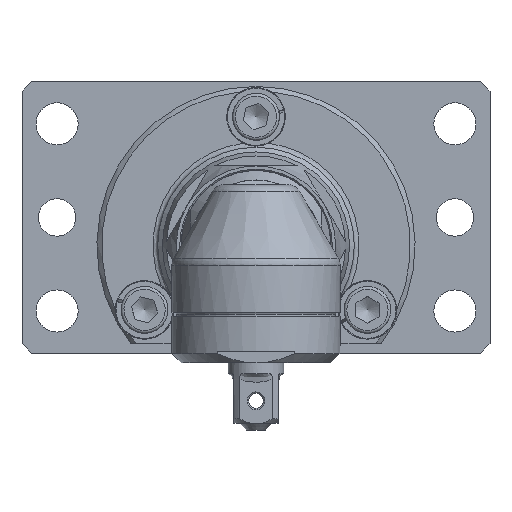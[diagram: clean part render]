
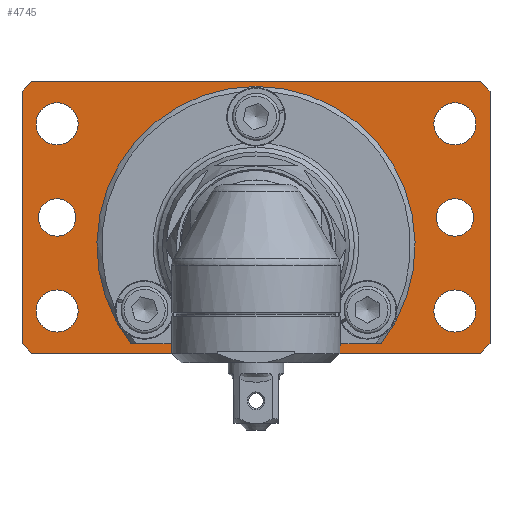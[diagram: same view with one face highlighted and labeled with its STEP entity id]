
A CAD part, front view. The second image highlights one B-rep face of the part: STEP entity #4745.
In plain terms, the highlighted planar face has unit normal (0, -1, 0).
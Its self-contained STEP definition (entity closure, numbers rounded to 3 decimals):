
#267=LINE('',#7792,#493);
#268=LINE('',#7794,#494);
#269=LINE('',#7796,#495);
#270=LINE('',#7798,#496);
#271=LINE('',#7800,#497);
#272=LINE('',#7802,#498);
#273=LINE('',#7804,#499);
#274=LINE('',#7805,#500);
#275=LINE('',#7820,#501);
#493=VECTOR('',#6202,10.);
#494=VECTOR('',#6203,10.);
#495=VECTOR('',#6204,10.);
#496=VECTOR('',#6205,10.);
#497=VECTOR('',#6206,10.);
#498=VECTOR('',#6207,10.);
#499=VECTOR('',#6208,10.);
#500=VECTOR('',#6209,10.);
#501=VECTOR('',#6222,10.);
#718=FACE_BOUND('',#1128,.T.);
#719=FACE_BOUND('',#1129,.T.);
#720=FACE_BOUND('',#1130,.T.);
#721=FACE_BOUND('',#1131,.T.);
#722=FACE_BOUND('',#1132,.T.);
#723=FACE_BOUND('',#1133,.T.);
#724=FACE_BOUND('',#1134,.T.);
#860=FACE_OUTER_BOUND('',#1127,.T.);
#1127=EDGE_LOOP('',(#3394,#3395,#3396,#3397,#3398,#3399,#3400,#3401));
#1128=EDGE_LOOP('',(#3402));
#1129=EDGE_LOOP('',(#3403));
#1130=EDGE_LOOP('',(#3404));
#1131=EDGE_LOOP('',(#3405));
#1132=EDGE_LOOP('',(#3406));
#1133=EDGE_LOOP('',(#3407));
#1134=EDGE_LOOP('',(#3408,#3409));
#1490=CIRCLE('',#5203,4.);
#1491=CIRCLE('',#5204,4.);
#1492=CIRCLE('',#5205,4.5);
#1493=CIRCLE('',#5206,4.5);
#1494=CIRCLE('',#5207,4.5);
#1495=CIRCLE('',#5208,4.5);
#1496=CIRCLE('',#5209,34.);
#1901=VERTEX_POINT('',#7790);
#1902=VERTEX_POINT('',#7791);
#1903=VERTEX_POINT('',#7793);
#1904=VERTEX_POINT('',#7795);
#1905=VERTEX_POINT('',#7797);
#1906=VERTEX_POINT('',#7799);
#1907=VERTEX_POINT('',#7801);
#1908=VERTEX_POINT('',#7803);
#1909=VERTEX_POINT('',#7806);
#1910=VERTEX_POINT('',#7808);
#1911=VERTEX_POINT('',#7810);
#1912=VERTEX_POINT('',#7812);
#1913=VERTEX_POINT('',#7814);
#1914=VERTEX_POINT('',#7816);
#1915=VERTEX_POINT('',#7818);
#1916=VERTEX_POINT('',#7819);
#2462=EDGE_CURVE('',#1901,#1902,#267,.T.);
#2463=EDGE_CURVE('',#1901,#1903,#268,.T.);
#2464=EDGE_CURVE('',#1904,#1903,#269,.T.);
#2465=EDGE_CURVE('',#1904,#1905,#270,.T.);
#2466=EDGE_CURVE('',#1906,#1905,#271,.T.);
#2467=EDGE_CURVE('',#1906,#1907,#272,.T.);
#2468=EDGE_CURVE('',#1908,#1907,#273,.T.);
#2469=EDGE_CURVE('',#1908,#1902,#274,.T.);
#2470=EDGE_CURVE('',#1909,#1909,#1490,.T.);
#2471=EDGE_CURVE('',#1910,#1910,#1491,.T.);
#2472=EDGE_CURVE('',#1911,#1911,#1492,.T.);
#2473=EDGE_CURVE('',#1912,#1912,#1493,.T.);
#2474=EDGE_CURVE('',#1913,#1913,#1494,.T.);
#2475=EDGE_CURVE('',#1914,#1914,#1495,.T.);
#2476=EDGE_CURVE('',#1915,#1916,#275,.T.);
#2477=EDGE_CURVE('',#1916,#1915,#1496,.T.);
#3394=ORIENTED_EDGE('',*,*,#2462,.F.);
#3395=ORIENTED_EDGE('',*,*,#2463,.T.);
#3396=ORIENTED_EDGE('',*,*,#2464,.F.);
#3397=ORIENTED_EDGE('',*,*,#2465,.T.);
#3398=ORIENTED_EDGE('',*,*,#2466,.F.);
#3399=ORIENTED_EDGE('',*,*,#2467,.T.);
#3400=ORIENTED_EDGE('',*,*,#2468,.F.);
#3401=ORIENTED_EDGE('',*,*,#2469,.T.);
#3402=ORIENTED_EDGE('',*,*,#2470,.T.);
#3403=ORIENTED_EDGE('',*,*,#2471,.T.);
#3404=ORIENTED_EDGE('',*,*,#2472,.T.);
#3405=ORIENTED_EDGE('',*,*,#2473,.T.);
#3406=ORIENTED_EDGE('',*,*,#2474,.T.);
#3407=ORIENTED_EDGE('',*,*,#2475,.T.);
#3408=ORIENTED_EDGE('',*,*,#2476,.T.);
#3409=ORIENTED_EDGE('',*,*,#2477,.T.);
#4325=PLANE('',#5202);
#4745=ADVANCED_FACE('',(#860,#718,#719,#720,#721,#722,#723,#724),#4325,
 .T.);
#5202=AXIS2_PLACEMENT_3D('',#7789,#6200,#6201);
#5203=AXIS2_PLACEMENT_3D('',#7807,#6210,#6211);
#5204=AXIS2_PLACEMENT_3D('',#7809,#6212,#6213);
#5205=AXIS2_PLACEMENT_3D('',#7811,#6214,#6215);
#5206=AXIS2_PLACEMENT_3D('',#7813,#6216,#6217);
#5207=AXIS2_PLACEMENT_3D('',#7815,#6218,#6219);
#5208=AXIS2_PLACEMENT_3D('',#7817,#6220,#6221);
#5209=AXIS2_PLACEMENT_3D('',#7821,#6223,#6224);
#6200=DIRECTION('center_axis',(0.,-1.,0.));
#6201=DIRECTION('ref_axis',(0.,0.,1.));
#6202=DIRECTION('',(0.707,0.,-0.707));
#6203=DIRECTION('',(-1.,0.,0.));
#6204=DIRECTION('',(0.707,0.,0.707));
#6205=DIRECTION('',(0.,0.,-1.));
#6206=DIRECTION('',(-0.707,0.,0.707));
#6207=DIRECTION('',(1.,0.,0.));
#6208=DIRECTION('',(-0.707,0.,-0.707));
#6209=DIRECTION('',(0.,0.,1.));
#6210=DIRECTION('center_axis',(0.,1.,0.));
#6211=DIRECTION('ref_axis',(0.,0.,
-1.));
#6212=DIRECTION('center_axis',(0.,1.,0.));
#6213=DIRECTION('ref_axis',(0.,0.,
-1.));
#6214=DIRECTION('center_axis',(0.,1.,0.));
#6215=DIRECTION('ref_axis',(0.,0.,
-1.));
#6216=DIRECTION('center_axis',(0.,1.,0.));
#6217=DIRECTION('ref_axis',(0.,0.,
-1.));
#6218=DIRECTION('center_axis',(0.,1.,0.));
#6219=DIRECTION('ref_axis',(0.,0.,
-1.));
#6220=DIRECTION('center_axis',(0.,1.,0.));
#6221=DIRECTION('ref_axis',(0.,0.,
-1.));
#6222=DIRECTION('',(-1.,0.,0.));
#6223=DIRECTION('center_axis',(0.,1.,0.));
#6224=DIRECTION('ref_axis',(0.,0.,
-1.));
#7789=CARTESIAN_POINT('Origin',(0.,-30.,6.));
#7790=CARTESIAN_POINT('',(48.,-30.,35.));
#7791=CARTESIAN_POINT('',(50.,-30.,33.));
#7792=CARTESIAN_POINT('',(43.75,-30.,39.25));
#7793=CARTESIAN_POINT('',(-48.,-30.,35.));
#7794=CARTESIAN_POINT('',(50.,-30.,35.));
#7795=CARTESIAN_POINT('',(-50.,-30.,33.));
#7796=CARTESIAN_POINT('',(-43.75,-30.,39.25));
#7797=CARTESIAN_POINT('',(-50.,-30.,-21.));
#7798=CARTESIAN_POINT('',(-50.,-30.,35.));
#7799=CARTESIAN_POINT('',(-48.,-30.,-23.));
#7800=CARTESIAN_POINT('',(-43.75,-30.,-27.25));
#7801=CARTESIAN_POINT('',(48.,-30.,-23.));
#7802=CARTESIAN_POINT('',(-50.,-30.,-23.));
#7803=CARTESIAN_POINT('',(50.,-30.,-21.));
#7804=CARTESIAN_POINT('',(43.75,-30.,-27.25));
#7805=CARTESIAN_POINT('',(50.,-30.,-23.));
#7806=CARTESIAN_POINT('',(42.5,-30.,10.));
#7807=CARTESIAN_POINT('Origin',(42.5,-30.,6.));
#7808=CARTESIAN_POINT('',(-42.5,-30.,10.));
#7809=CARTESIAN_POINT('Origin',(-42.5,-30.,6.));
#7810=CARTESIAN_POINT('',(-42.5,-30.,-9.5));
#7811=CARTESIAN_POINT('Origin',(-42.5,-30.,-14.));
#7812=CARTESIAN_POINT('',(42.5,-30.,-9.5));
#7813=CARTESIAN_POINT('Origin',(42.5,-30.,-14.));
#7814=CARTESIAN_POINT('',(-42.5,-30.,30.5));
#7815=CARTESIAN_POINT('Origin',(-42.5,-30.,26.));
#7816=CARTESIAN_POINT('',(42.5,-30.,30.5));
#7817=CARTESIAN_POINT('Origin',(42.5,-30.,26.));
#7818=CARTESIAN_POINT('',(26.739,-30.,-21.));
#7819=CARTESIAN_POINT('',(-26.739,-30.,-21.));
#7820=CARTESIAN_POINT('',(13.37,-30.,-21.));
#7821=CARTESIAN_POINT('Origin',(0.,-30.,0.));
